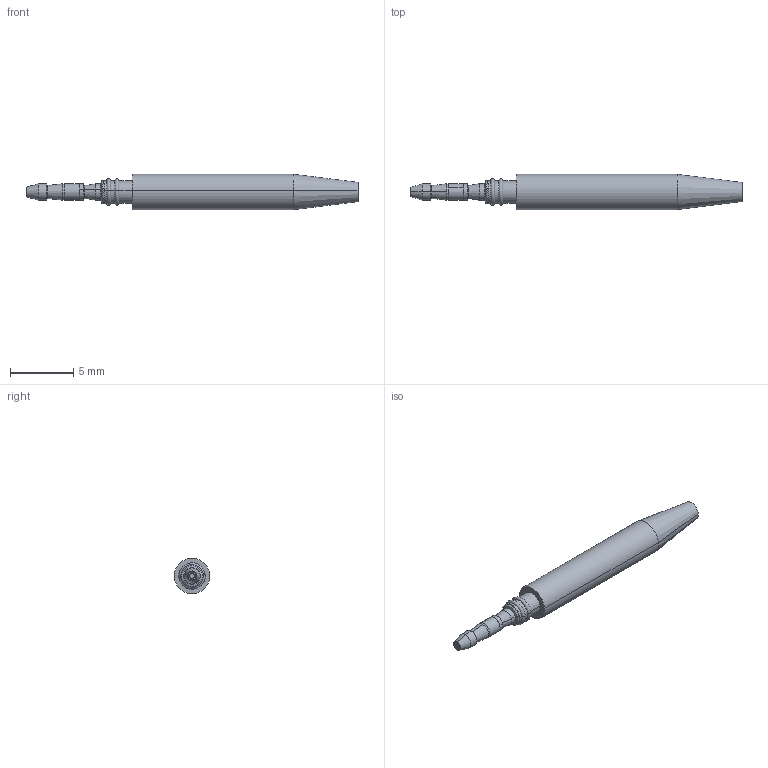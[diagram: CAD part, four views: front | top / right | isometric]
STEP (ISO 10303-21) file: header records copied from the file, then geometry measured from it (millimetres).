
FILE_DESCRIPTION (( 'STEP AP203' ), '1' );
FILE_NAME ('NNP-DWG-145-001-000 Interconnect.STEP', '2024-06-21T17:24:27', ( '' ), ( '' ), 'SwSTEP 2.0', 'SolidWorks 2024', '' );
FILE_SCHEMA (( 'CONFIG_CONTROL_DESIGN' ));
Length unit declared in the file: inch
Products named in the file (10): NNP-DWG-140-003-001 Interconnect, NNP Center Conductor, SS; NNP-DWG-140-002-001 Interconnect, Rear Contact, SS; NNP-DWG-140-001-001 Interconnect, Front Contact, SS; NNP-DWG-140-007-001 Interconnect, Front Weld Sleeve, SS; NNP-DWG-140-004-000 Interconnect, Front-Rear Insulator; NNP-DWG-140-008-001 Interconnect, Crimp Weld Reducer, SS; NNP-DWG-140-009-000 Interconnect, Silicone Over Mold; NNP-DWG-140-006-000 Interconnect, Washer; NNP-DWG-140-005-001 Interconnect, Strain Relief, SS; NNP-DWG-145-001-000 Interconnect
Assembly tree (9 placements, depth 2):
  NNP-DWG-145-001-000 Interconnect
    NNP-DWG-140-004-000 Interconnect, Front-Rear Insulator
    NNP-DWG-140-002-001 Interconnect, Rear Contact, SS
    NNP-DWG-140-007-001 Interconnect, Front Weld Sleeve, SS
    NNP-DWG-140-008-001 Interconnect, Crimp Weld Reducer, SS
    NNP-DWG-140-009-000 Interconnect, Silicone Over Mold
    NNP-DWG-140-003-001 Interconnect, NNP Center Conductor, SS
    NNP-DWG-140-006-000 Interconnect, Washer
    NNP-DWG-140-005-001 Interconnect, Strain Relief, SS
    NNP-DWG-140-001-001 Interconnect, Front Contact, SS
Bounding box: 26.17 x 2.79 x 2.79 mm (x, y, z)
Volume: 115.2 mm3; surface area: 284.3 mm2
Topology: 9 solids, 9 shells, 118 faces, 252 edges, 154 vertices
Faces by surface type: cylinder 66, plane 24, torus 14, cone 14
Entity records: 4804 total; most frequent: CARTESIAN_POINT 1058, DIRECTION 628, ORIENTED_EDGE 504, AXIS2_PLACEMENT_3D 272, EDGE_CURVE 252, VERTEX_POINT 154, EDGE_LOOP 142, CIRCLE 142
